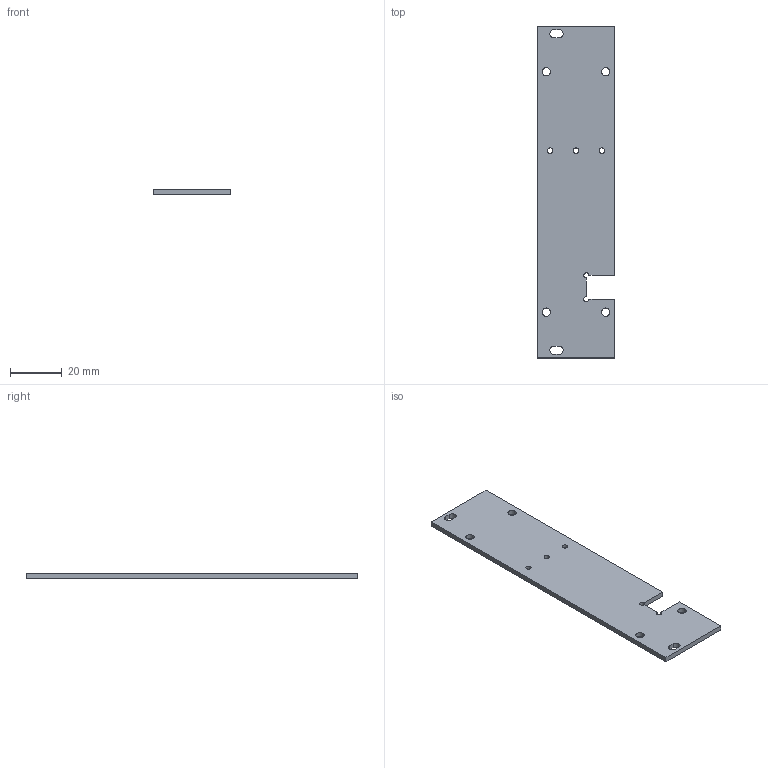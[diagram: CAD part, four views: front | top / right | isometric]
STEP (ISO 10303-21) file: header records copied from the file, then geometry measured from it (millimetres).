
FILE_DESCRIPTION(('KiCad electronic assembly'),'2;1');
FILE_NAME('Euroclack_badpsu _panel.step','2023-01-12T10:55:46',('Pcbnew' ),('Kicad'),'Open CASCADE STEP processor 7.5', 'KiCad to STEP converter','Unknown');
FILE_SCHEMA(('AUTOMOTIVE_DESIGN { 1 0 10303 214 1 1 1 1 }'));
Length unit declared in the file: millimetre
Products named in the file (2): Euroclack_badpsu _panel 1; _autosave-Euroclack_badpsu _panel PCB
Assembly tree (1 placements, depth 2):
  Euroclack_badpsu _panel 1
    _autosave-Euroclack_badpsu _panel PCB
Bounding box: 30 x 128.5 x 2 mm (x, y, z)
Volume: 7354.2 mm3; surface area: 8219.3 mm2
Topology: 1 solids, 1 shells, 27 faces, 75 edges, 50 vertices
Faces by surface type: plane 14, cylinder 13
Full cylindrical faces by diameter (mm): 2.1 x3, 3.2 x4
Entity records: 1933 total; most frequent: DIRECTION 309, CARTESIAN_POINT 304, LINE 173, VECTOR 173, ORIENTED_EDGE 150, PCURVE 150, DEFINITIONAL_REPRESENTATION 150, EDGE_CURVE 75
